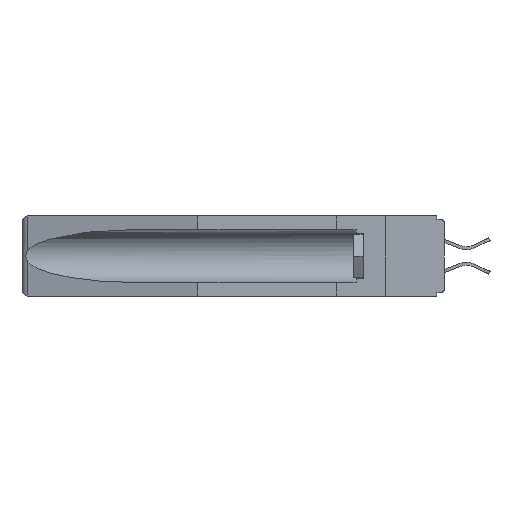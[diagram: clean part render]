
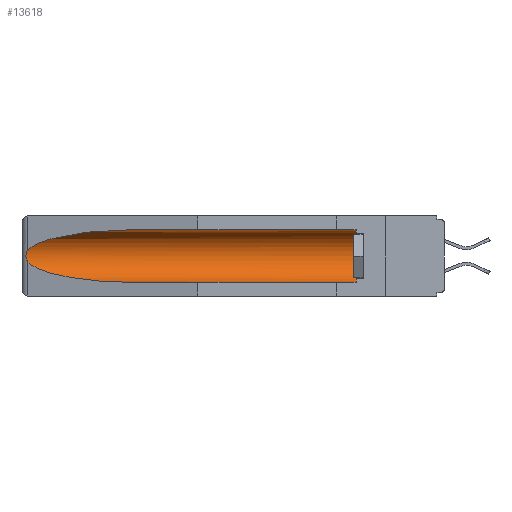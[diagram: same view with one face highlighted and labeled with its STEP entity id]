
A CAD part, left-side view. The second image highlights one B-rep face of the part: STEP entity #13618.
In plain terms, the highlighted cylindrical face has radius 2.857 mm (diameter 5.715 mm), a partial arc.
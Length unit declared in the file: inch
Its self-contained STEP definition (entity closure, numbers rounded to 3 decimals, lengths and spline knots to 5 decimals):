
#866 = CARTESIAN_POINT ( 'NONE',  ( 0.25451, 1.48313, -0.09465 ) ) ;
#1503 = VECTOR ( 'NONE', #8870, 39.37008 ) ;
#1691 = VECTOR ( 'NONE', #9816, 39.37008 ) ;
#1860 =( BOUNDED_CURVE ( )  B_SPLINE_CURVE ( 3, ( #22294, #22371, #866, #9904 ),
 .UNSPECIFIED., .F., .F. ) 
 B_SPLINE_CURVE_WITH_KNOTS ( ( 4, 4 ),
 ( 4.71239, 6.08839 ),
 .UNSPECIFIED. ) 
 CURVE ( )  GEOMETRIC_REPRESENTATION_ITEM ( )  RATIONAL_B_SPLINE_CURVE ( ( 1., 0.848, 0.848, 1. ) ) 
 REPRESENTATION_ITEM ( '' )  );
#2092 = LINE ( 'NONE', #8631, #1503 ) ;
#2109 = AXIS2_PLACEMENT_3D ( 'NONE', #14976, #11319, #18541 ) ;
#2737 = CARTESIAN_POINT ( 'NONE',  ( 0.2673, 1.53269, -0.17917 ) ) ;
#3583 = CARTESIAN_POINT ( 'NONE',  ( 0.25451, 1.48313, -0.24835 ) ) ;
#3629 = VERTEX_POINT ( 'NONE', #9550 ) ;
#3721 = ORIENTED_EDGE ( 'NONE', *, *, #19306, .F. ) ;
#4254 = CARTESIAN_POINT ( 'NONE',  ( 0.155, 1.07973, -0.059 ) ) ;
#4703 = AXIS2_PLACEMENT_3D ( 'NONE', #5504, #10550, #5264 ) ;
#5264 = DIRECTION ( 'NONE',  ( 0., 0., 1. ) ) ;
#5504 = CARTESIAN_POINT ( 'NONE',  ( 0.155, -0.30754, -0.1715 ) ) ;
#5659 = VERTEX_POINT ( 'NONE', #5816 ) ;
#5816 = CARTESIAN_POINT ( 'NONE',  ( 0.26537, 1.52718, -0.19328 ) ) ;
#5906 = FACE_OUTER_BOUND ( 'NONE', #13346, .T. ) ;
#6161 = CARTESIAN_POINT ( 'NONE',  ( 0.26537, 1.52718, -0.19328 ) ) ;
#7432 =( BOUNDED_CURVE ( )  B_SPLINE_CURVE ( 3, ( #16335, #3583, #14312, #12630 ),
 .UNSPECIFIED., .F., .F. ) 
 B_SPLINE_CURVE_WITH_KNOTS ( ( 4, 4 ),
 ( 0.1948, 1.5708 ),
 .UNSPECIFIED. ) 
 CURVE ( )  GEOMETRIC_REPRESENTATION_ITEM ( )  RATIONAL_B_SPLINE_CURVE ( ( 1., 0.848, 0.848, 1. ) ) 
 REPRESENTATION_ITEM ( '' )  );
#7585 = CYLINDRICAL_SURFACE ( 'NONE', #4703, 0.1125 ) ;
#7966 = CARTESIAN_POINT ( 'NONE',  ( 0.2675, 1.53308, -0.16763 ) ) ;
#8327 = VERTEX_POINT ( 'NONE', #4254 ) ;
#8631 = CARTESIAN_POINT ( 'NONE',  ( 0.155, -0.30754, -0.284 ) ) ;
#8870 = DIRECTION ( 'NONE',  ( 0., 1., 0. ) ) ;
#9463 = ORIENTED_EDGE ( 'NONE', *, *, #19186, .T. ) ;
#9483 = ORIENTED_EDGE ( 'NONE', *, *, #10154, .T. ) ;
#9510 = CARTESIAN_POINT ( 'NONE',  ( 0.26597, 1.5296, -0.19026 ) ) ;
#9550 = CARTESIAN_POINT ( 'NONE',  ( 0.26537, 1.52718, -0.14972 ) ) ;
#9584 = CARTESIAN_POINT ( 'NONE',  ( 0.26655, 1.53094, -0.18657 ) ) ;
#9816 = DIRECTION ( 'NONE',  ( 0., 1., 0. ) ) ;
#9892 = CARTESIAN_POINT ( 'NONE',  ( 0.155, -0.30754, -0.059 ) ) ;
#9904 = CARTESIAN_POINT ( 'NONE',  ( 0.26537, 1.52718, -0.14972 ) ) ;
#9973 = VERTEX_POINT ( 'NONE', #11540 ) ;
#10006 = EDGE_CURVE ( 'NONE', #8327, #3629, #1860, .T. ) ;
#10154 = EDGE_CURVE ( 'NONE', #5659, #16211, #7432, .T. ) ;
#10550 = DIRECTION ( 'NONE',  ( 0., 1., 0. ) ) ;
#11319 = DIRECTION ( 'NONE',  ( 0., -1., 0. ) ) ;
#11458 = CARTESIAN_POINT ( 'NONE',  ( 0.26537, 1.52718, -0.14972 ) ) ;
#11540 = CARTESIAN_POINT ( 'NONE',  ( 0.155, 0.126, -0.284 ) ) ;
#12630 = CARTESIAN_POINT ( 'NONE',  ( 0.155, 1.07973, -0.284 ) ) ;
#13011 = CIRCLE ( 'NONE', #2109, 0.1125 ) ;
#13025 = B_SPLINE_CURVE_WITH_KNOTS ( 'NONE', 3,
 ( #11458, #20236, #18684, #20385, #7966, #20455, #2737, #9584, #9510, #6161 ),
 .UNSPECIFIED., .F., .F.,
 ( 4, 2, 2, 2, 4 ),
 ( 0., 0.00029, 0.00058, 0.00087, 0.00117 ),
 .UNSPECIFIED. ) ;
#13346 = EDGE_LOOP ( 'NONE', ( #16534, #17435, #9483, #3721, #9463, #23091 ) ) ;
#13618 = ADVANCED_FACE ( 'NONE', ( #5906 ), #7585, .F. ) ;
#13873 = CARTESIAN_POINT ( 'NONE',  ( 0.155, 1.07973, -0.284 ) ) ;
#14312 = CARTESIAN_POINT ( 'NONE',  ( 0.21114, 1.30732, -0.284 ) ) ;
#14976 = CARTESIAN_POINT ( 'NONE',  ( 0.155, 0.126, -0.1715 ) ) ;
#15581 = EDGE_CURVE ( 'NONE', #16555, #8327, #21827, .T. ) ;
#16211 = VERTEX_POINT ( 'NONE', #13873 ) ;
#16335 = CARTESIAN_POINT ( 'NONE',  ( 0.26537, 1.52718, -0.19328 ) ) ;
#16534 = ORIENTED_EDGE ( 'NONE', *, *, #10006, .T. ) ;
#16555 = VERTEX_POINT ( 'NONE', #20613 ) ;
#17435 = ORIENTED_EDGE ( 'NONE', *, *, #20790, .T. ) ;
#18541 = DIRECTION ( 'NONE',  ( 0., 0., 1. ) ) ;
#18684 = CARTESIAN_POINT ( 'NONE',  ( 0.26654, 1.53092, -0.15636 ) ) ;
#19186 = EDGE_CURVE ( 'NONE', #9973, #16555, #13011, .T. ) ;
#19306 = EDGE_CURVE ( 'NONE', #9973, #16211, #2092, .T. ) ;
#20236 = CARTESIAN_POINT ( 'NONE',  ( 0.26597, 1.52961, -0.15275 ) ) ;
#20385 = CARTESIAN_POINT ( 'NONE',  ( 0.2673, 1.5327, -0.16383 ) ) ;
#20455 = CARTESIAN_POINT ( 'NONE',  ( 0.2675, 1.53308, -0.17534 ) ) ;
#20613 = CARTESIAN_POINT ( 'NONE',  ( 0.155, 0.126, -0.059 ) ) ;
#20790 = EDGE_CURVE ( 'NONE', #3629, #5659, #13025, .T. ) ;
#21827 = LINE ( 'NONE', #9892, #1691 ) ;
#22294 = CARTESIAN_POINT ( 'NONE',  ( 0.155, 1.07973, -0.059 ) ) ;
#22371 = CARTESIAN_POINT ( 'NONE',  ( 0.21114, 1.30732, -0.059 ) ) ;
#23091 = ORIENTED_EDGE ( 'NONE', *, *, #15581, .T. ) ;
